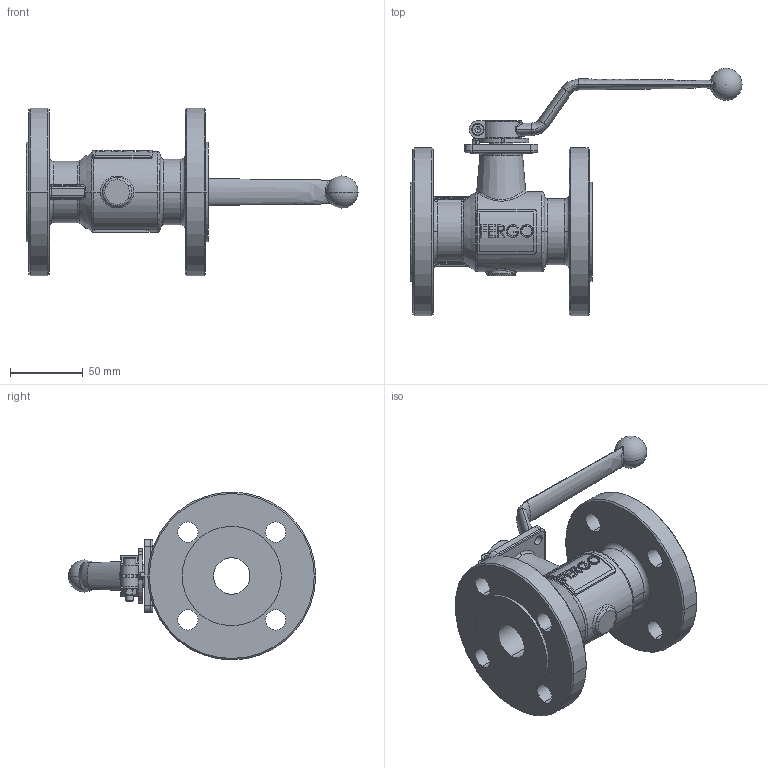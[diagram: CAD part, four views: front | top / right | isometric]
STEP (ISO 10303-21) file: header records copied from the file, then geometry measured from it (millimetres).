
FILE_DESCRIPTION (( 'STEP AP214' ), '1' );
FILE_NAME ('KH120-Kugelhahn-DN25-PN16-Handhebel-Fergo.STEP', '2022-10-26T10:36:44', ( '' ), ( '' ), 'SwSTEP 2.0', 'SolidWorks 2022', '' );
FILE_SCHEMA (( 'AUTOMOTIVE_DESIGN' ));
Products named in the file (1): KH120-Kugelhahn-DN25-PN16-Handhebel-Fergo
Bounding box: 227.5 x 169.47 x 115 mm (x, y, z)
Volume: 479351.1 mm3; surface area: 97453.7 mm2
Topology: 1 solids, 1 shells, 734 faces, 1985 edges, 1281 vertices
Faces by surface type: bspline 288, plane 193, cylinder 154, torus 56, cone 37, sphere 6
Entity records: 48463 total; most frequent: CARTESIAN_POINT 32304, ORIENTED_EDGE 3954, DIRECTION 2404, EDGE_CURVE 1977, VERTEX_POINT 1278, AXIS2_PLACEMENT_3D 897, B_SPLINE_CURVE_WITH_KNOTS 831, EDGE_LOOP 821
